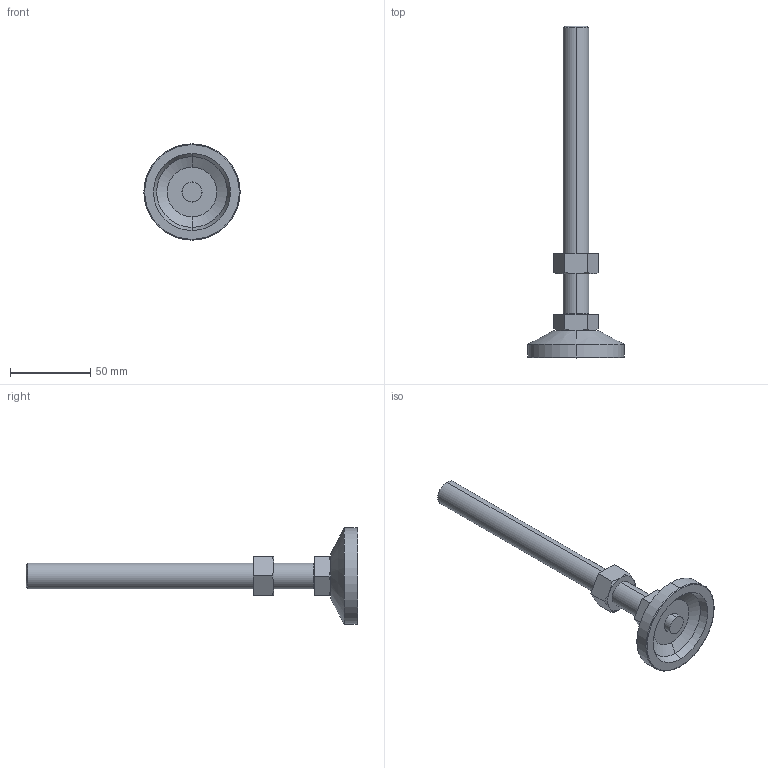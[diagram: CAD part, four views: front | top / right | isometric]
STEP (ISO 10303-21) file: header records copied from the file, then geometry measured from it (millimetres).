
FILE_DESCRIPTION (( 'STEP AP203' ), '1' );
FILE_NAME ('俲俠-275-俛-4.STEP', '2009-02-20T04:35:42', ( ' ' ), ( ' ' ), 'SwSTEP 2.0', 'SolidWorks 2007', '' );
FILE_SCHEMA (( 'CONFIG_CONTROL_DESIGN' ));
Length unit declared in the file: millimetre
Products named in the file (4): 俲俠-275-俛-4; KC-275-B-4.5.6.儀乕僗_棉太倌; KC-275-B-4儃儖僩_岞_棉太倌; 六角ナットM16（1種）_JIS B 1181 Hexagon nut - Class 1 Finished M16 --N
Assembly tree (3 placements, depth 2):
  俲俠-275-俛-4
    六角ナットM16（1種）_JIS B 1181 Hexagon nut - Class 1 Finished M16 --N
    KC-275-B-4儃儖僩_岞_棉太倌
    KC-275-B-4.5.6.儀乕僗_棉太倌
Bounding box: 60 x 207 x 60 mm (x, y, z)
Volume: 72199.5 mm3; surface area: 21708.8 mm2
Topology: 3 solids, 3 shells, 65 faces, 136 edges, 80 vertices
Faces by surface type: cone 26, plane 21, cylinder 12, torus 6
Entity records: 2234 total; most frequent: CARTESIAN_POINT 431, DIRECTION 316, ORIENTED_EDGE 272, EDGE_CURVE 136, AXIS2_PLACEMENT_3D 133, VERTEX_POINT 80, EDGE_LOOP 72, FACE_OUTER_BOUND 65
